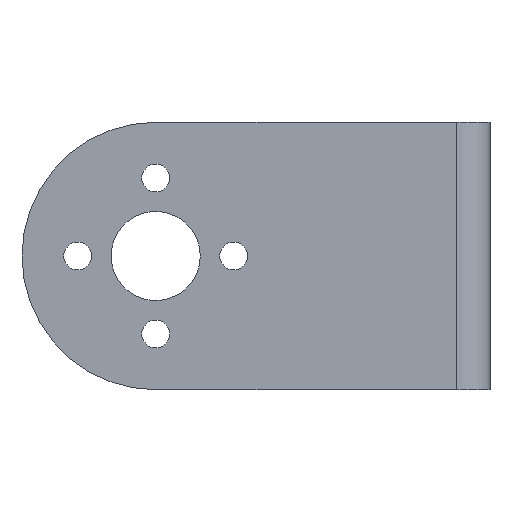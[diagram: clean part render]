
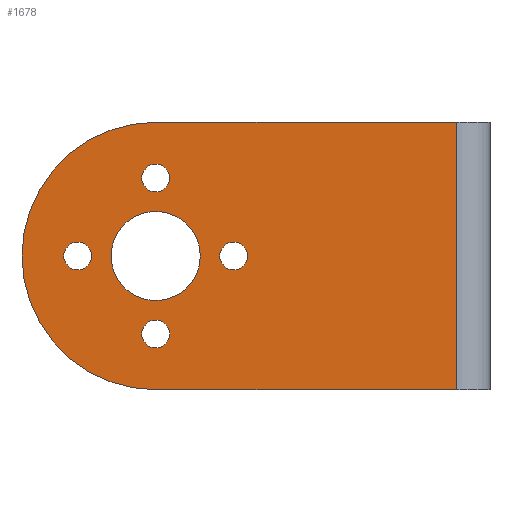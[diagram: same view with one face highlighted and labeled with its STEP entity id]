
A CAD part, left-side view. The second image highlights one B-rep face of the part: STEP entity #1678.
In plain terms, the highlighted planar face has unit normal (-1, 0, 0).
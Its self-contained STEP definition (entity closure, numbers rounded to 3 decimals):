
#4 = VECTOR ( 'NONE', #839, 1000. ) ;
#13 = VERTEX_POINT ( 'NONE', #231 ) ;
#39 = VERTEX_POINT ( 'NONE', #1187 ) ;
#60 = CIRCLE ( 'NONE', #1679, 1.25 ) ;
#61 = CARTESIAN_POINT ( 'NONE',  ( -28., 42., 12. ) ) ;
#67 = CARTESIAN_POINT ( 'NONE',  ( -28., 23., 1.25 ) ) ;
#81 = CIRCLE ( 'NONE', #608, 1.25 ) ;
#99 = FACE_BOUND ( 'NONE', #934, .T. ) ;
#101 = AXIS2_PLACEMENT_3D ( 'NONE', #215, #817, #1756 ) ;
#106 = CARTESIAN_POINT ( 'NONE',  ( -28., 3., 12. ) ) ;
#111 = VERTEX_POINT ( 'NONE', #67 ) ;
#136 = DIRECTION ( 'NONE',  ( 1., 0., 0. ) ) ;
#137 = DIRECTION ( 'NONE',  ( 0., 0., -1. ) ) ;
#141 = FACE_OUTER_BOUND ( 'NONE', #213, .T. ) ;
#168 = EDGE_CURVE ( 'NONE', #1022, #315, #578, .T. ) ;
#169 = ORIENTED_EDGE ( 'NONE', *, *, #1546, .T. ) ;
#186 = CARTESIAN_POINT ( 'NONE',  ( -28., 30., 0. ) ) ;
#198 = LINE ( 'NONE', #106, #1607 ) ;
#203 = DIRECTION ( 'NONE',  ( 1., 0., 0. ) ) ;
#213 = EDGE_LOOP ( 'NONE', ( #1223, #282, #1085, #1316, #219 ) ) ;
#215 = CARTESIAN_POINT ( 'NONE',  ( -28., 37., 0. ) ) ;
#219 = ORIENTED_EDGE ( 'NONE', *, *, #1260, .F. ) ;
#222 = DIRECTION ( 'NONE',  ( 1., 0., 0. ) ) ;
#231 = CARTESIAN_POINT ( 'NONE',  ( -28., 3., 12. ) ) ;
#234 = ORIENTED_EDGE ( 'NONE', *, *, #1362, .T. ) ;
#256 = AXIS2_PLACEMENT_3D ( 'NONE', #1132, #307, #1268 ) ;
#282 = ORIENTED_EDGE ( 'NONE', *, *, #331, .T. ) ;
#297 = CIRCLE ( 'NONE', #1031, 1.25 ) ;
#307 = DIRECTION ( 'NONE',  ( 1., 0., 0. ) ) ;
#315 = VERTEX_POINT ( 'NONE', #652 ) ;
#316 = EDGE_CURVE ( 'NONE', #39, #836, #1715, .T. ) ;
#325 = DIRECTION ( 'NONE',  ( 0., 1., 0. ) ) ;
#331 = EDGE_CURVE ( 'NONE', #1720, #346, #960, .T. ) ;
#337 = PLANE ( 'NONE',  #1256 ) ;
#346 = VERTEX_POINT ( 'NONE', #1744 ) ;
#403 = CIRCLE ( 'NONE', #256, 1.25 ) ;
#411 = CARTESIAN_POINT ( 'NONE',  ( -28., 30., 8.25 ) ) ;
#434 = CIRCLE ( 'NONE', #1136, 1.25 ) ;
#448 = AXIS2_PLACEMENT_3D ( 'NONE', #1410, #604, #1556 ) ;
#469 = FACE_BOUND ( 'NONE', #1242, .T. ) ;
#471 = LINE ( 'NONE', #1778, #1517 ) ;
#476 = EDGE_CURVE ( 'NONE', #346, #1313, #1062, .T. ) ;
#477 = CARTESIAN_POINT ( 'NONE',  ( -28., 30., 0. ) ) ;
#480 = DIRECTION ( 'NONE',  ( 0., 1., 0. ) ) ;
#499 = EDGE_LOOP ( 'NONE', ( #169, #1742 ) ) ;
#540 = CARTESIAN_POINT ( 'NONE',  ( -28., 3., -12. ) ) ;
#555 = CARTESIAN_POINT ( 'NONE',  ( -28., 23., 0. ) ) ;
#560 = CIRCLE ( 'NONE', #448, 4. ) ;
#578 = CIRCLE ( 'NONE', #101, 1.25 ) ;
#604 = DIRECTION ( 'NONE',  ( 1., 0., 0. ) ) ;
#608 = AXIS2_PLACEMENT_3D ( 'NONE', #1029, #203, #1166 ) ;
#618 = DIRECTION ( 'NONE',  ( 0., 0., -1. ) ) ;
#621 = EDGE_CURVE ( 'NONE', #13, #1313, #198, .T. ) ;
#631 = CARTESIAN_POINT ( 'NONE',  ( -28., 42., 0. ) ) ;
#643 = VERTEX_POINT ( 'NONE', #944 ) ;
#652 = CARTESIAN_POINT ( 'NONE',  ( -28., 37., 1.25 ) ) ;
#693 = DIRECTION ( 'NONE',  ( 0., 0., -1. ) ) ;
#761 = CIRCLE ( 'NONE', #1774, 1.25 ) ;
#778 = DIRECTION ( 'NONE',  ( 0., 1., 0. ) ) ;
#792 = EDGE_CURVE ( 'NONE', #315, #1022, #434, .T. ) ;
#809 = EDGE_CURVE ( 'NONE', #111, #1284, #60, .T. ) ;
#817 = DIRECTION ( 'NONE',  ( 1., 0., 0. ) ) ;
#829 = EDGE_CURVE ( 'NONE', #643, #1587, #761, .T. ) ;
#832 = CARTESIAN_POINT ( 'NONE',  ( -28., 37., 0. ) ) ;
#836 = VERTEX_POINT ( 'NONE', #411 ) ;
#839 = DIRECTION ( 'NONE',  ( 0., -1., 0. ) ) ;
#844 = FACE_BOUND ( 'NONE', #499, .T. ) ;
#877 = CARTESIAN_POINT ( 'NONE',  ( -28., 30., -5.75 ) ) ;
#914 = AXIS2_PLACEMENT_3D ( 'NONE', #186, #1152, #325 ) ;
#915 = CARTESIAN_POINT ( 'NONE',  ( -28., 30., 0. ) ) ;
#927 = CIRCLE ( 'NONE', #1180, 4. ) ;
#934 = EDGE_LOOP ( 'NONE', ( #1147, #1380 ) ) ;
#944 = CARTESIAN_POINT ( 'NONE',  ( -28., 30., -8.25 ) ) ;
#960 = CIRCLE ( 'NONE', #1658, 12. ) ;
#963 = DIRECTION ( 'NONE',  ( 0., 0., -1. ) ) ;
#968 = CARTESIAN_POINT ( 'NONE',  ( -28., 30., -7. ) ) ;
#969 = DIRECTION ( 'NONE',  ( 1., 0., 0. ) ) ;
#1002 = ORIENTED_EDGE ( 'NONE', *, *, #316, .T. ) ;
#1010 = VERTEX_POINT ( 'NONE', #1682 ) ;
#1013 = CARTESIAN_POINT ( 'NONE',  ( -28., 30., 12. ) ) ;
#1022 = VERTEX_POINT ( 'NONE', #1550 ) ;
#1029 = CARTESIAN_POINT ( 'NONE',  ( -28., 30., 7. ) ) ;
#1031 = AXIS2_PLACEMENT_3D ( 'NONE', #968, #136, #1099 ) ;
#1052 = DIRECTION ( 'NONE',  ( 0., 0., -1. ) ) ;
#1062 = LINE ( 'NONE', #1771, #4 ) ;
#1068 = DIRECTION ( 'NONE',  ( 0., 0., -1. ) ) ;
#1085 = ORIENTED_EDGE ( 'NONE', *, *, #476, .T. ) ;
#1096 = EDGE_CURVE ( 'NONE', #836, #39, #81, .T. ) ;
#1099 = DIRECTION ( 'NONE',  ( 0., 0., -1. ) ) ;
#1115 = CARTESIAN_POINT ( 'NONE',  ( -28., 23., -1.25 ) ) ;
#1132 = CARTESIAN_POINT ( 'NONE',  ( -28., 23., 0. ) ) ;
#1136 = AXIS2_PLACEMENT_3D ( 'NONE', #832, #1769, #963 ) ;
#1147 = ORIENTED_EDGE ( 'NONE', *, *, #1583, .T. ) ;
#1152 = DIRECTION ( 'NONE',  ( -1., 0., 0. ) ) ;
#1166 = DIRECTION ( 'NONE',  ( 0., 0., -1. ) ) ;
#1180 = AXIS2_PLACEMENT_3D ( 'NONE', #477, #1422, #618 ) ;
#1185 = CARTESIAN_POINT ( 'NONE',  ( -28., 30., 7. ) ) ;
#1187 = CARTESIAN_POINT ( 'NONE',  ( -28., 30., 5.75 ) ) ;
#1196 = FACE_BOUND ( 'NONE', #1542, .T. ) ;
#1223 = ORIENTED_EDGE ( 'NONE', *, *, #1601, .T. ) ;
#1235 = DIRECTION ( 'NONE',  ( 0., -1., 0. ) ) ;
#1242 = EDGE_LOOP ( 'NONE', ( #1002, #1644 ) ) ;
#1256 = AXIS2_PLACEMENT_3D ( 'NONE', #61, #1294, #480 ) ;
#1260 = EDGE_CURVE ( 'NONE', #1662, #13, #471, .T. ) ;
#1268 = DIRECTION ( 'NONE',  ( 0., 0., -1. ) ) ;
#1284 = VERTEX_POINT ( 'NONE', #1115 ) ;
#1294 = DIRECTION ( 'NONE',  ( 1., 0., 0. ) ) ;
#1313 = VERTEX_POINT ( 'NONE', #540 ) ;
#1316 = ORIENTED_EDGE ( 'NONE', *, *, #621, .F. ) ;
#1327 = ORIENTED_EDGE ( 'NONE', *, *, #792, .T. ) ;
#1362 = EDGE_CURVE ( 'NONE', #1587, #643, #297, .T. ) ;
#1380 = ORIENTED_EDGE ( 'NONE', *, *, #1630, .T. ) ;
#1410 = CARTESIAN_POINT ( 'NONE',  ( -28., 30., 0. ) ) ;
#1422 = DIRECTION ( 'NONE',  ( 1., 0., 0. ) ) ;
#1465 = EDGE_LOOP ( 'NONE', ( #1512, #234 ) ) ;
#1503 = DIRECTION ( 'NONE',  ( 1., 0., 0. ) ) ;
#1512 = ORIENTED_EDGE ( 'NONE', *, *, #829, .T. ) ;
#1517 = VECTOR ( 'NONE', #1235, 1000. ) ;
#1542 = EDGE_LOOP ( 'NONE', ( #1604, #1327 ) ) ;
#1546 = EDGE_CURVE ( 'NONE', #1284, #111, #403, .T. ) ;
#1550 = CARTESIAN_POINT ( 'NONE',  ( -28., 37., -1.25 ) ) ;
#1556 = DIRECTION ( 'NONE',  ( 0., 0., -1. ) ) ;
#1566 = AXIS2_PLACEMENT_3D ( 'NONE', #1185, #222, #1052 ) ;
#1583 = EDGE_CURVE ( 'NONE', #1600, #1010, #560, .T. ) ;
#1587 = VERTEX_POINT ( 'NONE', #877 ) ;
#1596 = FACE_BOUND ( 'NONE', #1465, .T. ) ;
#1600 = VERTEX_POINT ( 'NONE', #1685 ) ;
#1601 = EDGE_CURVE ( 'NONE', #1662, #1720, #1767, .T. ) ;
#1604 = ORIENTED_EDGE ( 'NONE', *, *, #168, .T. ) ;
#1607 = VECTOR ( 'NONE', #1068, 1000. ) ;
#1630 = EDGE_CURVE ( 'NONE', #1010, #1600, #927, .T. ) ;
#1644 = ORIENTED_EDGE ( 'NONE', *, *, #1096, .T. ) ;
#1658 = AXIS2_PLACEMENT_3D ( 'NONE', #915, #1713, #778 ) ;
#1662 = VERTEX_POINT ( 'NONE', #1013 ) ;
#1678 = ADVANCED_FACE ( 'NONE', ( #1196, #1596, #844, #469, #99, #141 ), #337, .F. ) ;
#1679 = AXIS2_PLACEMENT_3D ( 'NONE', #555, #1503, #693 ) ;
#1682 = CARTESIAN_POINT ( 'NONE',  ( -28., 30., 4. ) ) ;
#1685 = CARTESIAN_POINT ( 'NONE',  ( -28., 30., -4. ) ) ;
#1713 = DIRECTION ( 'NONE',  ( -1., 0., 0. ) ) ;
#1715 = CIRCLE ( 'NONE', #1566, 1.25 ) ;
#1720 = VERTEX_POINT ( 'NONE', #631 ) ;
#1742 = ORIENTED_EDGE ( 'NONE', *, *, #809, .T. ) ;
#1744 = CARTESIAN_POINT ( 'NONE',  ( -28., 30., -12. ) ) ;
#1756 = DIRECTION ( 'NONE',  ( 0., 0., -1. ) ) ;
#1767 = CIRCLE ( 'NONE', #914, 12. ) ;
#1769 = DIRECTION ( 'NONE',  ( 1., 0., 0. ) ) ;
#1771 = CARTESIAN_POINT ( 'NONE',  ( -28., 42., -12. ) ) ;
#1774 = AXIS2_PLACEMENT_3D ( 'NONE', #1777, #969, #137 ) ;
#1777 = CARTESIAN_POINT ( 'NONE',  ( -28., 30., -7. ) ) ;
#1778 = CARTESIAN_POINT ( 'NONE',  ( -28., 42., 12. ) ) ;
